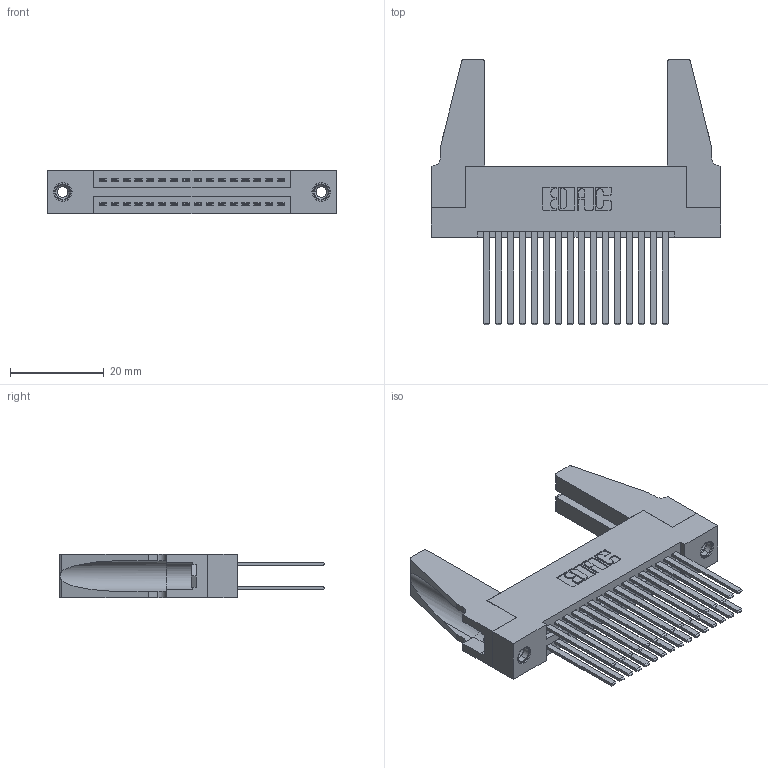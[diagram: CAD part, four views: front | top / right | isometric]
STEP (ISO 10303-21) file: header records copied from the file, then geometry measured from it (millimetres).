
FILE_DESCRIPTION (( 'STEP AP203' ), '1' );
FILE_NAME ('395-032-544-288.STEP', '2019-10-17T16:16:20', ( '' ), ( '' ), 'SwSTEP 2.0', 'SolidWorks 2016', '' );
FILE_SCHEMA (( 'CONFIG_CONTROL_DESIGN' ));
Length unit declared in the file: inch
Products named in the file (5): 345 Part_Flush Mounting Lugs - 0.156 Dia-TH; 345-292-001_345-293-144; 345-250-001_345-250-001-102; 345-220-078_345-220-088; 395-032-544-288
Assembly tree (37 placements, depth 2):
  395-032-544-288
    345 Part_Flush Mounting Lugs - 0.156 Dia-TH
    345-292-001_345-293-144  x32
    345-250-001_345-250-001-102  x2
    345-220-078_345-220-088  x2
Bounding box: 61.87 x 56.82 x 9.4 mm (x, y, z)
Volume: 9470.2 mm3; surface area: 13124.2 mm2
Topology: 37 solids, 37 shells, 1658 faces, 4847 edges, 3178 vertices
Faces by surface type: plane 1080, cylinder 562, cone 12, torus 4
Entity records: 18018 total; most frequent: CARTESIAN_POINT 3038, ORIENTED_EDGE 2932, DIRECTION 2714, EDGE_CURVE 1466, VECTOR 1232, LINE 1232, VERTEX_POINT 970, AXIS2_PLACEMENT_3D 741
